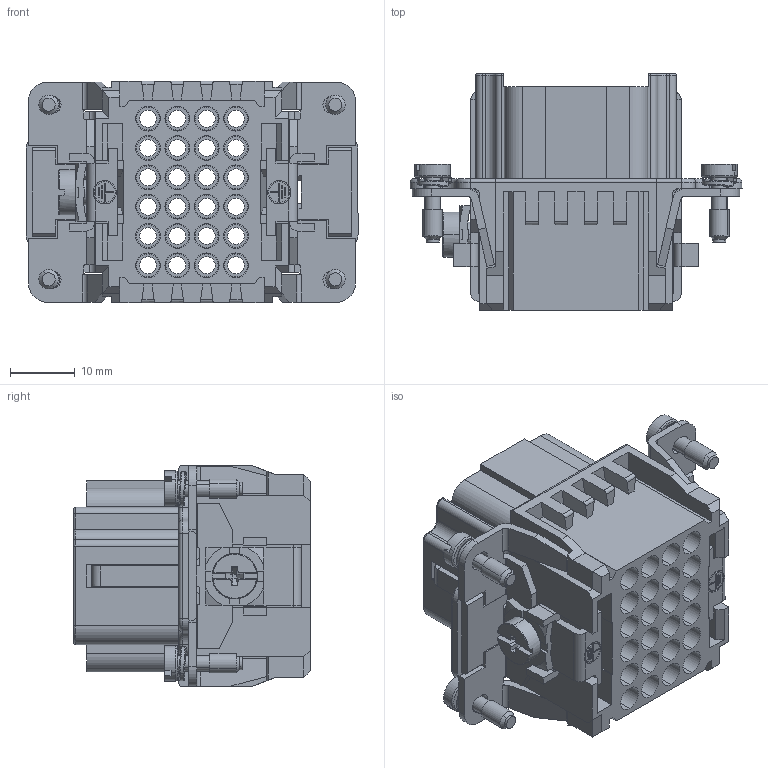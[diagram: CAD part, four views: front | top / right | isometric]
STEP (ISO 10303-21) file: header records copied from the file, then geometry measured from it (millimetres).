
FILE_DESCRIPTION (( 'STEP AP203' ), '1' );
FILE_NAME ('291203024.step', '2025-02-12T17:50:41', ( '' ), ( '' ), 'SwSTEP 2.0', 'SolidWorks 2024', '' );
FILE_SCHEMA (( 'CONFIG_CONTROL_DESIGN' ));
Length unit declared in the file: inch
Products named in the file (1): 291203024
Bounding box: 51.26 x 36.52 x 34.2 mm (x, y, z)
Volume: 20549.6 mm3; surface area: 23028.1 mm2
Topology: 13 solids, 13 shells, 1234 faces, 3229 edges, 2111 vertices
Faces by surface type: plane 660, cylinder 469, cone 44, bspline 41, torus 20
Entity records: 40640 total; most frequent: CARTESIAN_POINT 9970, ORIENTED_EDGE 6458, DIRECTION 6299, EDGE_CURVE 3229, VERTEX_POINT 2111, AXIS2_PLACEMENT_3D 2109, LINE 2081, VECTOR 2081
